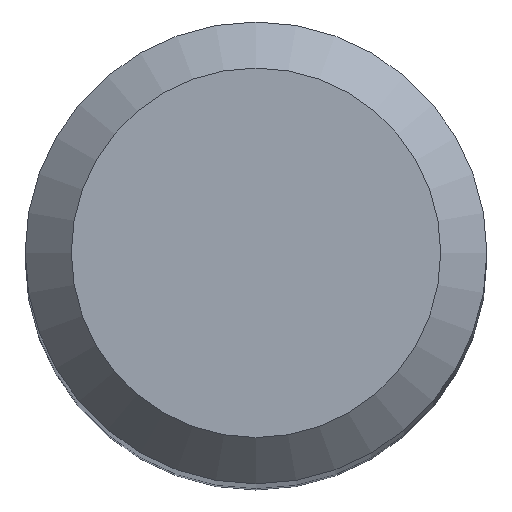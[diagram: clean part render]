
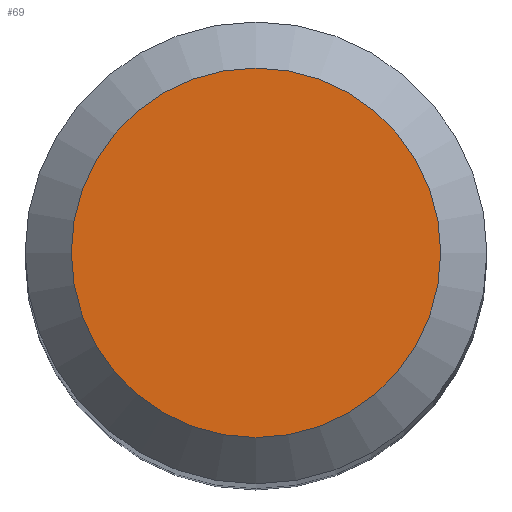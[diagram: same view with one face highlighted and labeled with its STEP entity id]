
A CAD part, top view. The second image highlights one B-rep face of the part: STEP entity #69.
In plain terms, the highlighted planar face has unit normal (0, 0, 1).
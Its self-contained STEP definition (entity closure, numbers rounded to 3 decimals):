
#19 = CARTESIAN_POINT ( 'NONE',  ( 0., 0., 64. ) ) ;
#24 = FACE_OUTER_BOUND ( 'NONE', #26, .T. ) ;
#26 = EDGE_LOOP ( 'NONE', ( #141 ) ) ;
#53 = CIRCLE ( 'NONE', #159, 3.2 ) ;
#57 = DIRECTION ( 'NONE',  ( 0., 1., 0. ) ) ;
#59 = CARTESIAN_POINT ( 'NONE',  ( 0., -3.2, 64. ) ) ;
#69 = ADVANCED_FACE ( 'NONE', ( #24 ), #187, .F. ) ;
#93 = DIRECTION ( 'NONE',  ( 0., 0., -1. ) ) ;
#105 = DIRECTION ( 'NONE',  ( 0., -1., 0. ) ) ;
#125 = VERTEX_POINT ( 'NONE', #59 ) ;
#141 = ORIENTED_EDGE ( 'NONE', *, *, #155, .T. ) ;
#155 = EDGE_CURVE ( 'NONE', #125, #125, #53, .T. ) ;
#159 = AXIS2_PLACEMENT_3D ( 'NONE', #19, #208, #105 ) ;
#187 = PLANE ( 'NONE',  #189 ) ;
#189 = AXIS2_PLACEMENT_3D ( 'NONE', #207, #93, #57 ) ;
#207 = CARTESIAN_POINT ( 'NONE',  ( 0., 0., 64. ) ) ;
#208 = DIRECTION ( 'NONE',  ( 0., 0., 1. ) ) ;
